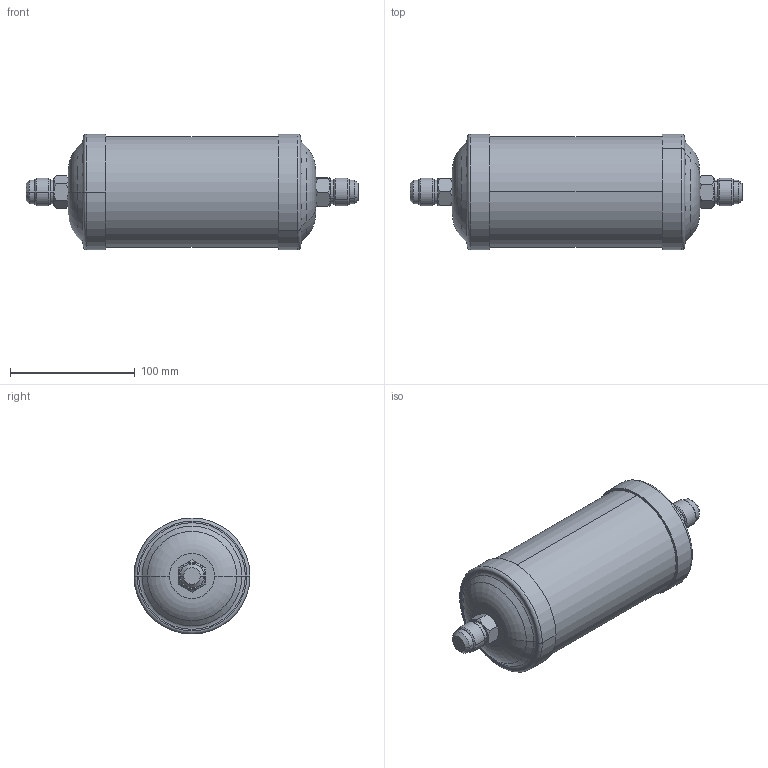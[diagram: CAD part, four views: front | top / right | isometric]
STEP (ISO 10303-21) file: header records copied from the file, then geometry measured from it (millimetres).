
FILE_DESCRIPTION (( 'STEP AP203' ), '1' );
FILE_NAME ('023B7132R - DFL 415 TW.STEP', '2022-11-11T05:56:06', ( '' ), ( '' ), 'SwSTEP 2.0', 'SolidWorks 2020', '' );
FILE_SCHEMA (( 'CONFIG_CONTROL_DESIGN' ));
Length unit declared in the file: millimetre
Products named in the file (1): 023B7132R - DFL 415 TW
Bounding box: 266 x 92.8 x 92.8 mm (x, y, z)
Volume: 1211397.9 mm3; surface area: 69422.4 mm2
Topology: 1 solids, 1 shells, 96 faces, 198 edges, 116 vertices
Faces by surface type: cone 40, plane 26, cylinder 18, torus 12
Entity records: 2823 total; most frequent: CARTESIAN_POINT 731, DIRECTION 448, ORIENTED_EDGE 396, AXIS2_PLACEMENT_3D 201, EDGE_CURVE 198, VERTEX_POINT 116, EDGE_LOOP 108, CIRCLE 104
